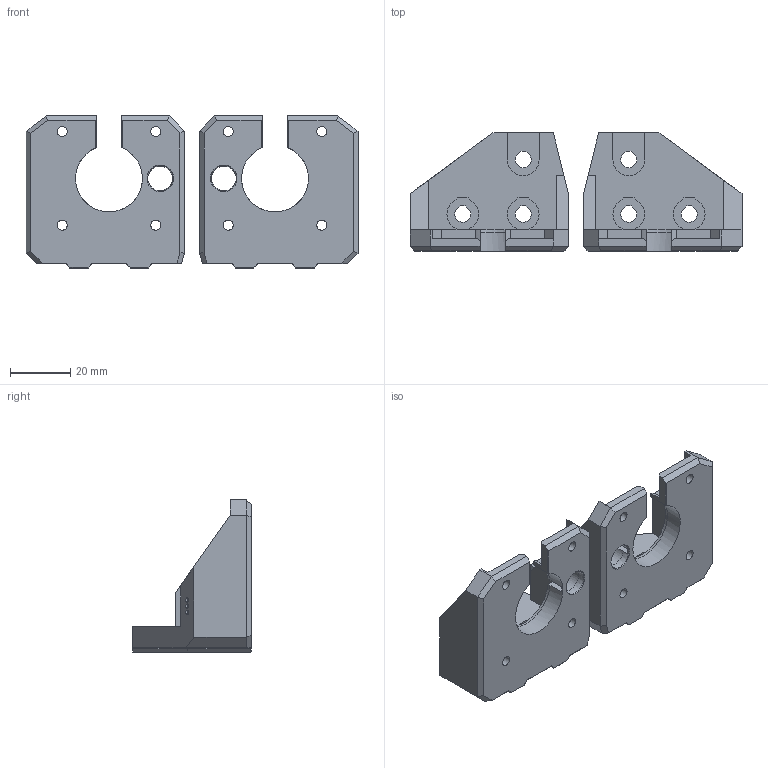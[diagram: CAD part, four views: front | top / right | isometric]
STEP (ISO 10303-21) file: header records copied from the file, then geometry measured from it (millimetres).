
FILE_DESCRIPTION(/* description */ (''),/* implementation_level */ '2;1');
FILE_NAME(/* name */ 'z_motor_mounts.step',/* time_stamp */ '2018-01-11T16:17:54+01:00',/* author */ (''),/* organization */ (''),/* preprocessor_version */ 'ST-DEVELOPER v16.13',/* originating_system */ 'Autodesk Translation Framework v6.5.0.72',/* authorisation */ '');
FILE_SCHEMA (('AUTOMOTIVE_DESIGN { 1 0 10303 214 3 1 1 }'));
Length unit declared in the file: millimetre
Products named in the file (3): z_motor_mounts; z_motor_mount(Mirror); z_motor_mount
Assembly tree (2 placements, depth 2):
  z_motor_mounts
    z_motor_mount(Mirror)
    z_motor_mount
Bounding box: 110 x 39.2 x 50.4 mm (x, y, z)
Volume: 51591.5 mm3; surface area: 22224.7 mm2
Topology: 2 solids, 14 shells, 296 faces, 756 edges, 492 vertices
Faces by surface type: plane 254, cylinder 34, cone 8
Full cylindrical faces by diameter (mm): 1.5 x6, 3.3 x8
Entity records: 8932 total; most frequent: CARTESIAN_POINT 1573, ORIENTED_EDGE 1512, DIRECTION 1446, EDGE_CURVE 756, LINE 644, VECTOR 644, VERTEX_POINT 492, AXIS2_PLACEMENT_3D 401
